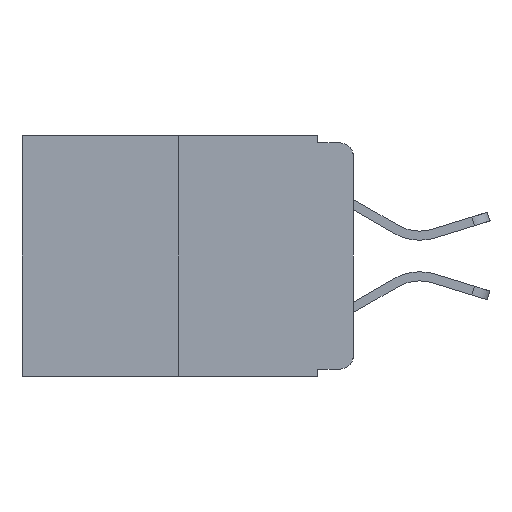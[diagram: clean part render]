
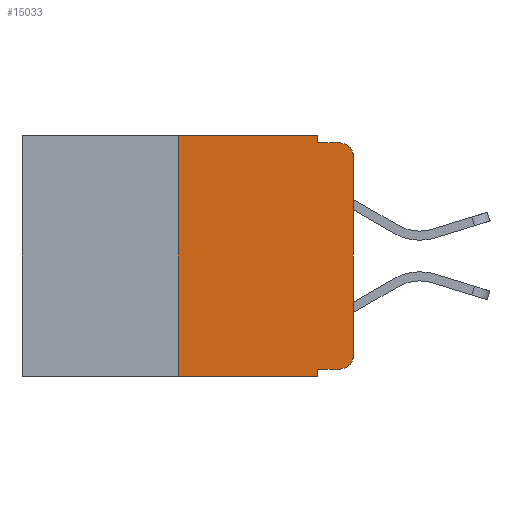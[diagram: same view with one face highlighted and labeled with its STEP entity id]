
A CAD part, left-side view. The second image highlights one B-rep face of the part: STEP entity #15033.
In plain terms, the highlighted planar face has unit normal (-1, 0, 0).
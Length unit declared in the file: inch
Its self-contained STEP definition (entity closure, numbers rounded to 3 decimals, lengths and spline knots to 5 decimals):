
#143 = FACE_OUTER_BOUND ( 'NONE', #4379, .T. ) ;
#152 = LINE ( 'NONE', #10006, #3886 ) ;
#640 = DIRECTION ( 'NONE',  ( 0., 0., -1. ) ) ;
#1289 = ORIENTED_EDGE ( 'NONE', *, *, #15044, .F. ) ;
#1356 = EDGE_CURVE ( 'NONE', #1787, #12039, #10425, .T. ) ;
#1556 = VECTOR ( 'NONE', #15543, 39.37008 ) ;
#1787 = VERTEX_POINT ( 'NONE', #12872 ) ;
#1894 = VECTOR ( 'NONE', #7963, 39.37008 ) ;
#1987 = LINE ( 'NONE', #13528, #17389 ) ;
#2481 = VECTOR ( 'NONE', #13346, 39.37008 ) ;
#2627 = EDGE_CURVE ( 'NONE', #9760, #9885, #152, .T. ) ;
#2661 = PLANE ( 'NONE',  #13429 ) ;
#2823 = ORIENTED_EDGE ( 'NONE', *, *, #8651, .T. ) ;
#2879 = CARTESIAN_POINT ( 'NONE',  ( 0., 0., -0.313 ) ) ;
#3099 = CARTESIAN_POINT ( 'NONE',  ( 0., 0.051, -0.343 ) ) ;
#3679 = EDGE_CURVE ( 'NONE', #11106, #12039, #9873, .T. ) ;
#3886 = VECTOR ( 'NONE', #640, 39.37008 ) ;
#4032 = ORIENTED_EDGE ( 'NONE', *, *, #16991, .T. ) ;
#4229 = CARTESIAN_POINT ( 'NONE',  ( 0., 0.473, 0. ) ) ;
#4306 = ORIENTED_EDGE ( 'NONE', *, *, #7110, .F. ) ;
#4379 = EDGE_LOOP ( 'NONE', ( #4511, #4032, #1289, #18835, #4306, #12459, #17269, #16823, #9852, #2823 ) ) ;
#4511 = ORIENTED_EDGE ( 'NONE', *, *, #11030, .T. ) ;
#5071 = CIRCLE ( 'NONE', #6589, 0.02 ) ;
#5105 = LINE ( 'NONE', #15413, #16453 ) ;
#5355 = LINE ( 'NONE', #6141, #12808 ) ;
#5736 = DIRECTION ( 'NONE',  ( 1., 0., 0. ) ) ;
#6067 = DIRECTION ( 'NONE',  ( 0., 0., 1. ) ) ;
#6141 = CARTESIAN_POINT ( 'NONE',  ( 0., 0.051, -0.333 ) ) ;
#6589 = AXIS2_PLACEMENT_3D ( 'NONE', #7138, #17514, #8631 ) ;
#6693 = EDGE_CURVE ( 'NONE', #1787, #12573, #1987, .T. ) ;
#6744 = CARTESIAN_POINT ( 'NONE',  ( 0., 0.051, 0. ) ) ;
#6773 = VERTEX_POINT ( 'NONE', #9769 ) ;
#7110 = EDGE_CURVE ( 'NONE', #12573, #9760, #5105, .T. ) ;
#7138 = CARTESIAN_POINT ( 'NONE',  ( 0., 0.02, -0.313 ) ) ;
#7880 = CARTESIAN_POINT ( 'NONE',  ( 0., 0.02, -0.03 ) ) ;
#7963 = DIRECTION ( 'NONE',  ( 0., 0., -1. ) ) ;
#8631 = DIRECTION ( 'NONE',  ( 0., 0., -1. ) ) ;
#8651 = EDGE_CURVE ( 'NONE', #18862, #12630, #5071, .T. ) ;
#8686 = CARTESIAN_POINT ( 'NONE',  ( 0., 0.051, -0.01 ) ) ;
#9373 = DIRECTION ( 'NONE',  ( 0., 0., -1. ) ) ;
#9760 = VERTEX_POINT ( 'NONE', #6744 ) ;
#9769 = CARTESIAN_POINT ( 'NONE',  ( 0., 0., -0.03 ) ) ;
#9852 = ORIENTED_EDGE ( 'NONE', *, *, #18551, .T. ) ;
#9873 = LINE ( 'NONE', #17229, #1894 ) ;
#9885 = VERTEX_POINT ( 'NONE', #11485 ) ;
#10006 = CARTESIAN_POINT ( 'NONE',  ( 0., 0.051, 0. ) ) ;
#10425 = LINE ( 'NONE', #13189, #2481 ) ;
#10606 = DIRECTION ( 'NONE',  ( 0., -1., 0. ) ) ;
#10767 = AXIS2_PLACEMENT_3D ( 'NONE', #7880, #18212, #9373 ) ;
#11030 = EDGE_CURVE ( 'NONE', #12630, #6773, #13606, .T. ) ;
#11106 = VERTEX_POINT ( 'NONE', #14216 ) ;
#11339 = LINE ( 'NONE', #8686, #19119 ) ;
#11485 = CARTESIAN_POINT ( 'NONE',  ( 0., 0.051, -0.01 ) ) ;
#12039 = VERTEX_POINT ( 'NONE', #3099 ) ;
#12241 = CIRCLE ( 'NONE', #10767, 0.02 ) ;
#12459 = ORIENTED_EDGE ( 'NONE', *, *, #6693, .F. ) ;
#12573 = VERTEX_POINT ( 'NONE', #14796 ) ;
#12630 = VERTEX_POINT ( 'NONE', #2879 ) ;
#12808 = VECTOR ( 'NONE', #10606, 39.37008 ) ;
#12872 = CARTESIAN_POINT ( 'NONE',  ( 0., 0.25, -0.343 ) ) ;
#13189 = CARTESIAN_POINT ( 'NONE',  ( 0., 0.473, -0.343 ) ) ;
#13346 = DIRECTION ( 'NONE',  ( 0., -1., 0. ) ) ;
#13429 = AXIS2_PLACEMENT_3D ( 'NONE', #4229, #5736, #16107 ) ;
#13528 = CARTESIAN_POINT ( 'NONE',  ( 0., 0.25, 0. ) ) ;
#13606 = LINE ( 'NONE', #14090, #1556 ) ;
#14090 = CARTESIAN_POINT ( 'NONE',  ( 0., 0., 0. ) ) ;
#14142 = CARTESIAN_POINT ( 'NONE',  ( 0., 0.02, -0.01 ) ) ;
#14216 = CARTESIAN_POINT ( 'NONE',  ( 0., 0.051, -0.333 ) ) ;
#14319 = CARTESIAN_POINT ( 'NONE',  ( 0., 0.02, -0.333 ) ) ;
#14796 = CARTESIAN_POINT ( 'NONE',  ( 0., 0.25, 0. ) ) ;
#15033 = ADVANCED_FACE ( 'NONE', ( #143 ), #2661, .F. ) ;
#15044 = EDGE_CURVE ( 'NONE', #9885, #15412, #11339, .T. ) ;
#15348 = DIRECTION ( 'NONE',  ( 0., -1., 0. ) ) ;
#15412 = VERTEX_POINT ( 'NONE', #14142 ) ;
#15413 = CARTESIAN_POINT ( 'NONE',  ( 0., 0.473, 0. ) ) ;
#15543 = DIRECTION ( 'NONE',  ( 0., 0., 1. ) ) ;
#16107 = DIRECTION ( 'NONE',  ( 0., 0., -1. ) ) ;
#16167 = DIRECTION ( 'NONE',  ( 0., -1., 0. ) ) ;
#16453 = VECTOR ( 'NONE', #15348, 39.37008 ) ;
#16823 = ORIENTED_EDGE ( 'NONE', *, *, #3679, .F. ) ;
#16991 = EDGE_CURVE ( 'NONE', #6773, #15412, #12241, .T. ) ;
#17229 = CARTESIAN_POINT ( 'NONE',  ( 0., 0.051, 0. ) ) ;
#17269 = ORIENTED_EDGE ( 'NONE', *, *, #1356, .T. ) ;
#17389 = VECTOR ( 'NONE', #6067, 39.37008 ) ;
#17514 = DIRECTION ( 'NONE',  ( -1., 0., 0. ) ) ;
#18212 = DIRECTION ( 'NONE',  ( -1., 0., 0. ) ) ;
#18551 = EDGE_CURVE ( 'NONE', #11106, #18862, #5355, .T. ) ;
#18835 = ORIENTED_EDGE ( 'NONE', *, *, #2627, .F. ) ;
#18862 = VERTEX_POINT ( 'NONE', #14319 ) ;
#19119 = VECTOR ( 'NONE', #16167, 39.37008 ) ;
